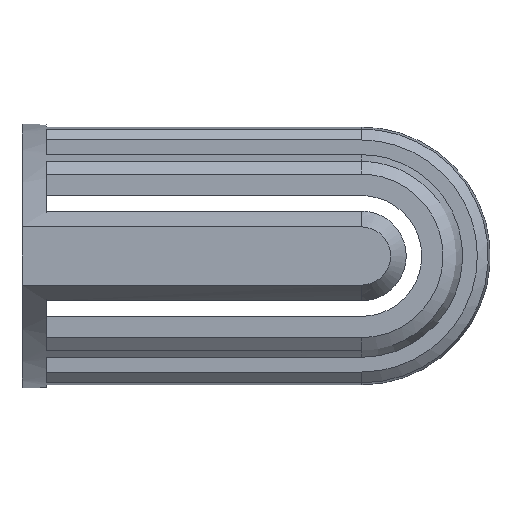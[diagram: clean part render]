
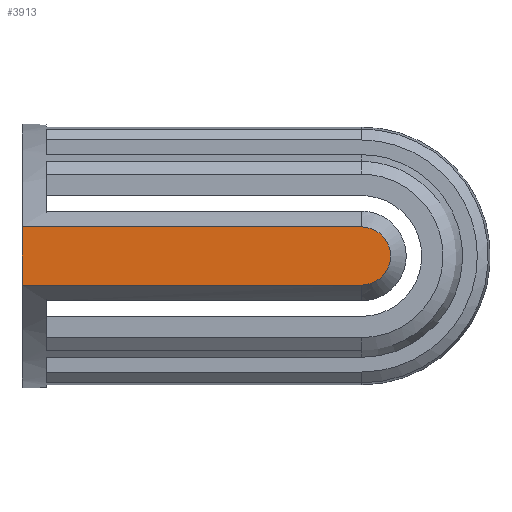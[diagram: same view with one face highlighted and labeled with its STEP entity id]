
A CAD part, front view. The second image highlights one B-rep face of the part: STEP entity #3913.
In plain terms, the highlighted planar face has unit normal (0, -1, 0).
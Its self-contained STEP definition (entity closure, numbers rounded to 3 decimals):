
#33 = CYLINDRICAL_SURFACE('',#34,140.);
#34 = AXIS2_PLACEMENT_3D('',#35,#36,#37);
#35 = CARTESIAN_POINT('',(0.,0.,
    -112.844));
#36 = DIRECTION('',(1.,0.,0.));
#37 = DIRECTION('',(0.,1.,0.));
#232 = VERTEX_POINT('',#233);
#233 = CARTESIAN_POINT('',(-70.,-74.,6.));
#248 = PLANE('',#249);
#249 = AXIS2_PLACEMENT_3D('',#250,#251,#252);
#250 = CARTESIAN_POINT('',(-70.,0.,0.)
  );
#251 = DIRECTION('',(-1.,0.,0.));
#252 = DIRECTION('',(0.,0.,-1.));
#264 = EDGE_CURVE('',#265,#232,#267,.T.);
#265 = VERTEX_POINT('',#266);
#266 = CARTESIAN_POINT('',(0.,-74.,
    6.));
#267 = SURFACE_CURVE('',#268,(#272,#279),.PCURVE_S1.);
#268 = LINE('',#269,#270);
#269 = CARTESIAN_POINT('',(0.,-74.,
    6.));
#270 = VECTOR('',#271,1.);
#271 = DIRECTION('',(-1.,0.,0.));
#272 = PCURVE('',#33,#273);
#273 = DEFINITIONAL_REPRESENTATION('',(#274),#278);
#274 = LINE('',#275,#276);
#275 = CARTESIAN_POINT('',(2.128,0.));
#276 = VECTOR('',#277,1.);
#277 = DIRECTION('',(0.,-1.));
#278 = ( GEOMETRIC_REPRESENTATION_CONTEXT(2) 
PARAMETRIC_REPRESENTATION_CONTEXT() REPRESENTATION_CONTEXT('2D SPACE',''
  ) );
#279 = PCURVE('',#280,#285);
#280 = PLANE('',#281);
#281 = AXIS2_PLACEMENT_3D('',#282,#283,#284);
#282 = CARTESIAN_POINT('',(-33.398,-74.,
    0.));
#283 = DIRECTION('',(0.,-1.,0.));
#284 = DIRECTION('',(-1.,0.,0.));
#285 = DEFINITIONAL_REPRESENTATION('',(#286),#290);
#286 = LINE('',#287,#288);
#287 = CARTESIAN_POINT('',(-33.398,-6.));
#288 = VECTOR('',#289,1.);
#289 = DIRECTION('',(1.,0.));
#290 = ( GEOMETRIC_REPRESENTATION_CONTEXT(2) 
PARAMETRIC_REPRESENTATION_CONTEXT() REPRESENTATION_CONTEXT('2D SPACE',''
  ) );
#309 = SURFACE_OF_REVOLUTION('',#310,#315);
#310 = CIRCLE('',#311,140.);
#311 = AXIS2_PLACEMENT_3D('',#312,#313,#314);
#312 = CARTESIAN_POINT('',(0.,0.,
    -112.844));
#313 = DIRECTION('',(1.,0.,0.));
#314 = DIRECTION('',(0.,1.,0.));
#315 = AXIS1_PLACEMENT('',#316,#317);
#316 = CARTESIAN_POINT('',(0.,0.,0.));
#317 = DIRECTION('',(0.,1.,0.));
#1069 = CYLINDRICAL_SURFACE('',#1070,140.);
#1070 = AXIS2_PLACEMENT_3D('',#1071,#1072,#1073);
#1071 = CARTESIAN_POINT('',(0.,0.,
    112.844));
#1072 = DIRECTION('',(1.,0.,0.));
#1073 = DIRECTION('',(0.,1.,0.));
#3579 = EDGE_CURVE('',#3580,#232,#3582,.T.);
#3580 = VERTEX_POINT('',#3581);
#3581 = CARTESIAN_POINT('',(-70.,-74.,-6.));
#3582 = SURFACE_CURVE('',#3583,(#3587,#3594),.PCURVE_S1.);
#3583 = LINE('',#3584,#3585);
#3584 = CARTESIAN_POINT('',(-70.,-74.,0.));
#3585 = VECTOR('',#3586,1.);
#3586 = DIRECTION('',(0.,0.,1.));
#3587 = PCURVE('',#248,#3588);
#3588 = DEFINITIONAL_REPRESENTATION('',(#3589),#3593);
#3589 = LINE('',#3590,#3591);
#3590 = CARTESIAN_POINT('',(0.,74.));
#3591 = VECTOR('',#3592,1.);
#3592 = DIRECTION('',(-1.,0.));
#3593 = ( GEOMETRIC_REPRESENTATION_CONTEXT(2) 
PARAMETRIC_REPRESENTATION_CONTEXT() REPRESENTATION_CONTEXT('2D SPACE',''
  ) );
#3594 = PCURVE('',#280,#3595);
#3595 = DEFINITIONAL_REPRESENTATION('',(#3596),#3600);
#3596 = LINE('',#3597,#3598);
#3597 = CARTESIAN_POINT('',(36.602,0.));
#3598 = VECTOR('',#3599,1.);
#3599 = DIRECTION('',(0.,-1.));
#3600 = ( GEOMETRIC_REPRESENTATION_CONTEXT(2) 
PARAMETRIC_REPRESENTATION_CONTEXT() REPRESENTATION_CONTEXT('2D SPACE',''
  ) );
#3913 = ADVANCED_FACE('',(#3914),#280,.T.);
#3914 = FACE_BOUND('',#3915,.T.);
#3915 = EDGE_LOOP('',(#3916,#3944,#3945,#3946));
#3916 = ORIENTED_EDGE('',*,*,#3917,.F.);
#3917 = EDGE_CURVE('',#265,#3918,#3920,.T.);
#3918 = VERTEX_POINT('',#3919);
#3919 = CARTESIAN_POINT('',(0.,-74.,
    -6.));
#3920 = SURFACE_CURVE('',#3921,(#3926,#3937),.PCURVE_S1.);
#3921 = CIRCLE('',#3922,6.);
#3922 = AXIS2_PLACEMENT_3D('',#3923,#3924,#3925);
#3923 = CARTESIAN_POINT('',(0.,-74.,
    0.));
#3924 = DIRECTION('',(0.,1.,0.));
#3925 = DIRECTION('',(0.,0.,1.));
#3926 = PCURVE('',#280,#3927);
#3927 = DEFINITIONAL_REPRESENTATION('',(#3928),#3936);
#3928 = ( BOUNDED_CURVE() B_SPLINE_CURVE(2,(#3929,#3930,#3931,#3932,
#3933,#3934,#3935),.UNSPECIFIED.,.T.,.F.) B_SPLINE_CURVE_WITH_KNOTS((1,2
    ,2,2,2,1),(-2.094,0.,2.094,4.189,
6.283,8.378),.UNSPECIFIED.) CURVE() 
GEOMETRIC_REPRESENTATION_ITEM() RATIONAL_B_SPLINE_CURVE((1.,0.5,1.,0.5,
1.,0.5,1.)) REPRESENTATION_ITEM('') );
#3929 = CARTESIAN_POINT('',(-33.398,-6.));
#3930 = CARTESIAN_POINT('',(-43.79,-6.));
#3931 = CARTESIAN_POINT('',(-38.594,3.));
#3932 = CARTESIAN_POINT('',(-33.398,12.));
#3933 = CARTESIAN_POINT('',(-28.202,3.));
#3934 = CARTESIAN_POINT('',(-23.006,-6.));
#3935 = CARTESIAN_POINT('',(-33.398,-6.));
#3936 = ( GEOMETRIC_REPRESENTATION_CONTEXT(2) 
PARAMETRIC_REPRESENTATION_CONTEXT() REPRESENTATION_CONTEXT('2D SPACE',''
  ) );
#3937 = PCURVE('',#309,#3938);
#3938 = DEFINITIONAL_REPRESENTATION('',(#3939),#3943);
#3939 = LINE('',#3940,#3941);
#3940 = CARTESIAN_POINT('',(0.,2.128));
#3941 = VECTOR('',#3942,1.);
#3942 = DIRECTION('',(1.,0.));
#3943 = ( GEOMETRIC_REPRESENTATION_CONTEXT(2) 
PARAMETRIC_REPRESENTATION_CONTEXT() REPRESENTATION_CONTEXT('2D SPACE',''
  ) );
#3944 = ORIENTED_EDGE('',*,*,#264,.T.);
#3945 = ORIENTED_EDGE('',*,*,#3579,.F.);
#3946 = ORIENTED_EDGE('',*,*,#3947,.F.);
#3947 = EDGE_CURVE('',#3918,#3580,#3948,.T.);
#3948 = SURFACE_CURVE('',#3949,(#3953,#3960),.PCURVE_S1.);
#3949 = LINE('',#3950,#3951);
#3950 = CARTESIAN_POINT('',(0.,-74.,
    -6.));
#3951 = VECTOR('',#3952,1.);
#3952 = DIRECTION('',(-1.,0.,0.));
#3953 = PCURVE('',#280,#3954);
#3954 = DEFINITIONAL_REPRESENTATION('',(#3955),#3959);
#3955 = LINE('',#3956,#3957);
#3956 = CARTESIAN_POINT('',(-33.398,6.));
#3957 = VECTOR('',#3958,1.);
#3958 = DIRECTION('',(1.,0.));
#3959 = ( GEOMETRIC_REPRESENTATION_CONTEXT(2) 
PARAMETRIC_REPRESENTATION_CONTEXT() REPRESENTATION_CONTEXT('2D SPACE',''
  ) );
#3960 = PCURVE('',#1069,#3961);
#3961 = DEFINITIONAL_REPRESENTATION('',(#3962),#3966);
#3962 = LINE('',#3963,#3964);
#3963 = CARTESIAN_POINT('',(-2.128,0.));
#3964 = VECTOR('',#3965,1.);
#3965 = DIRECTION('',(-0.,-1.));
#3966 = ( GEOMETRIC_REPRESENTATION_CONTEXT(2) 
PARAMETRIC_REPRESENTATION_CONTEXT() REPRESENTATION_CONTEXT('2D SPACE',''
  ) );
